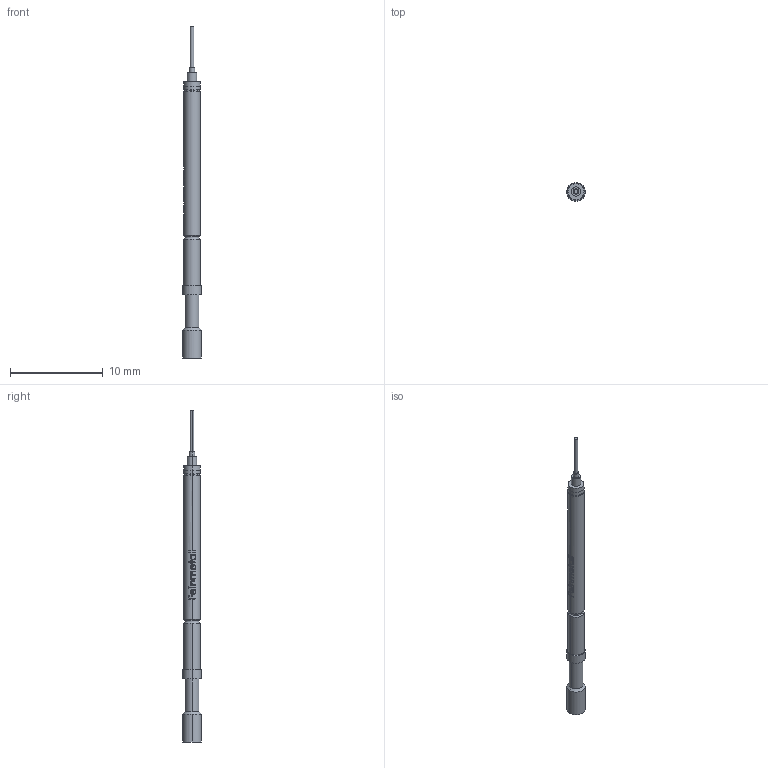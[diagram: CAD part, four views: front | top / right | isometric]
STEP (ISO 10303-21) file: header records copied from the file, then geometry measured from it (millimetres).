
FILE_DESCRIPTION (( 'STEP AP214' ), '1' );
FILE_NAME ('MOD-F81001S040LxxxS1.STEP', '2017-11-30T15:17:26', ( 'firstrun' ), ( 'Hewlett-Packard Company' ), 'SwSTEP 2.0', 'SolidWorks 2015', '' );
FILE_SCHEMA (( 'AUTOMOTIVE_DESIGN' ));
Length unit declared in the file: millimetre
Products named in the file (1): MOD-F81001S040LxxxS1
Bounding box: 2 x 2 x 35.8 mm (x, y, z)
Volume: 74.2 mm3; surface area: 189 mm2
Topology: 1 solids, 1 shells, 182 faces, 482 edges, 311 vertices
Faces by surface type: plane 70, bspline 51, cylinder 45, cone 16
Entity records: 10111 total; most frequent: CARTESIAN_POINT 4204, ORIENTED_EDGE 960, DIRECTION 703, EDGE_CURVE 480, VERTEX_POINT 311, AXIS2_PLACEMENT_3D 267, EDGE_LOOP 193, ADVANCED_FACE 182
